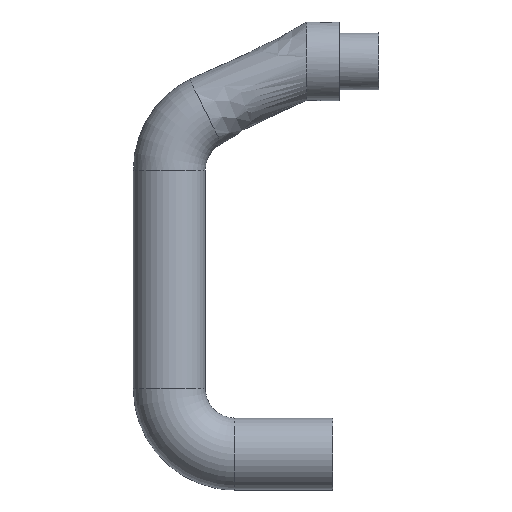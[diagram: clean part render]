
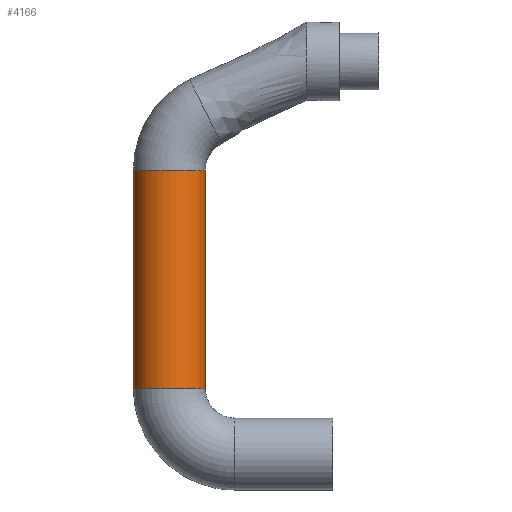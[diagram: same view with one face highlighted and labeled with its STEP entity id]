
A CAD part, front view. The second image highlights one B-rep face of the part: STEP entity #4166.
In plain terms, the highlighted cylindrical face has radius 11 mm (diameter 22 mm), a full revolution.
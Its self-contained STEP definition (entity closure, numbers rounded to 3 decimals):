
#242 = DIRECTION ( 'NONE',  ( 0., 0., -1. ) ) ;
#913 = DIRECTION ( 'NONE',  ( 0., 0., -1. ) ) ;
#1682 = AXIS2_PLACEMENT_3D ( 'NONE', #10459, #10420, #242 ) ;
#2339 = CIRCLE ( 'NONE', #7955, 11. ) ;
#2582 = VERTEX_POINT ( 'NONE', #8728 ) ;
#2667 = ORIENTED_EDGE ( 'NONE', *, *, #9970, .T. ) ;
#3114 = EDGE_CURVE ( 'NONE', #2582, #2582, #7160, .T. ) ;
#3517 = EDGE_LOOP ( 'NONE', ( #9688 ) ) ;
#4166 = ADVANCED_FACE ( 'NONE', ( #9454, #7855 ), #7206, .T. ) ;
#5082 = DIRECTION ( 'NONE',  ( 1., 0., 0. ) ) ;
#6253 = DIRECTION ( 'NONE',  ( 1., 0., 0. ) ) ;
#6727 = VERTEX_POINT ( 'NONE', #7093 ) ;
#7014 = EDGE_LOOP ( 'NONE', ( #2667 ) ) ;
#7093 = CARTESIAN_POINT ( 'NONE',  ( 33.281, 0., 53. ) ) ;
#7160 = CIRCLE ( 'NONE', #7240, 11. ) ;
#7206 = CYLINDRICAL_SURFACE ( 'NONE', #1682, 11. ) ;
#7240 = AXIS2_PLACEMENT_3D ( 'NONE', #10291, #6253, #913 ) ;
#7855 = FACE_OUTER_BOUND ( 'NONE', #3517, .T. ) ;
#7955 = AXIS2_PLACEMENT_3D ( 'NONE', #10937, #5082, #11013 ) ;
#8728 = CARTESIAN_POINT ( 'NONE',  ( 100., 0., 53. ) ) ;
#9454 = FACE_OUTER_BOUND ( 'NONE', #7014, .T. ) ;
#9688 = ORIENTED_EDGE ( 'NONE', *, *, #3114, .F. ) ;
#9970 = EDGE_CURVE ( 'NONE', #6727, #6727, #2339, .T. ) ;
#10291 = CARTESIAN_POINT ( 'NONE',  ( 100., 0., 64. ) ) ;
#10420 = DIRECTION ( 'NONE',  ( 1., 0., 0. ) ) ;
#10459 = CARTESIAN_POINT ( 'NONE',  ( 33.281, 0., 64. ) ) ;
#10937 = CARTESIAN_POINT ( 'NONE',  ( 33.281, 0., 64. ) ) ;
#11013 = DIRECTION ( 'NONE',  ( 0., 0., -1. ) ) ;
